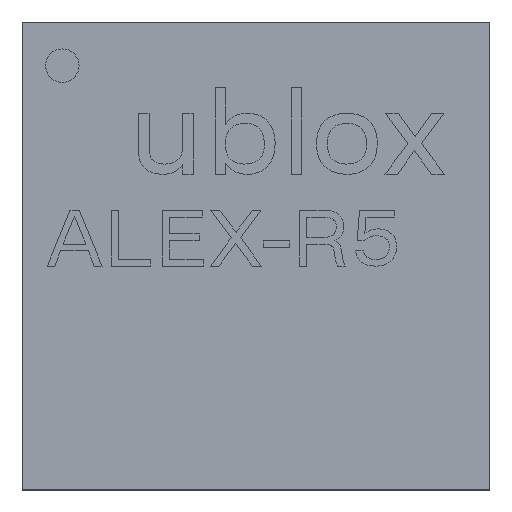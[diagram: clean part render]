
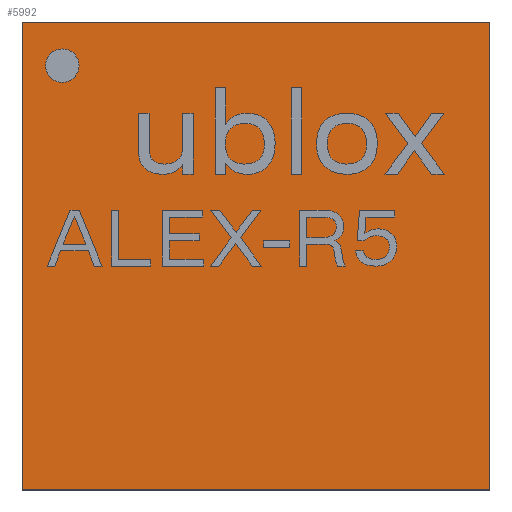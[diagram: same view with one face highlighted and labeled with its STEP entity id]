
A CAD part, top view. The second image highlights one B-rep face of the part: STEP entity #5992.
In plain terms, the highlighted planar face has unit normal (0, 0, 1).
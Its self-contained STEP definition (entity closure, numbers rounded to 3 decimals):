
#5601 = VERTEX_POINT('',#5602);
#5602 = CARTESIAN_POINT('',(-7.,7.,1.4));
#5609 = PLANE('',#5610);
#5610 = AXIS2_PLACEMENT_3D('',#5611,#5612,#5613);
#5611 = CARTESIAN_POINT('',(-7.,7.,0.));
#5612 = DIRECTION('',(0.707,0.707,-0.));
#5613 = DIRECTION('',(0.707,-0.707,0.));
#5621 = PLANE('',#5622);
#5622 = AXIS2_PLACEMENT_3D('',#5623,#5624,#5625);
#5623 = CARTESIAN_POINT('',(-7.,-7.,0.));
#5624 = DIRECTION('',(-1.,0.,0.));
#5625 = DIRECTION('',(0.,1.,0.));
#5633 = EDGE_CURVE('',#5601,#5634,#5636,.T.);
#5634 = VERTEX_POINT('',#5635);
#5635 = CARTESIAN_POINT('',(-7.,7.,1.4));
#5636 = SURFACE_CURVE('',#5637,(#5641,#5648),.PCURVE_S1.);
#5637 = LINE('',#5638,#5639);
#5638 = CARTESIAN_POINT('',(-7.,7.,1.4));
#5639 = VECTOR('',#5640,1.);
#5640 = DIRECTION('',(0.707,-0.707,0.));
#5641 = PCURVE('',#5609,#5642);
#5642 = DEFINITIONAL_REPRESENTATION('',(#5643),#5647);
#5643 = LINE('',#5644,#5645);
#5644 = CARTESIAN_POINT('',(0.,-1.4));
#5645 = VECTOR('',#5646,1.);
#5646 = DIRECTION('',(1.,0.));
#5647 = ( GEOMETRIC_REPRESENTATION_CONTEXT(2) 
PARAMETRIC_REPRESENTATION_CONTEXT() REPRESENTATION_CONTEXT('2D SPACE',''
  ) );
#5648 = PCURVE('',#5649,#5654);
#5649 = PLANE('',#5650);
#5650 = AXIS2_PLACEMENT_3D('',#5651,#5652,#5653);
#5651 = CARTESIAN_POINT('',(-7.,7.,1.4));
#5652 = DIRECTION('',(0.,0.,-1.));
#5653 = DIRECTION('',(-1.,0.,-0.));
#5654 = DEFINITIONAL_REPRESENTATION('',(#5655),#5659);
#5655 = LINE('',#5656,#5657);
#5656 = CARTESIAN_POINT('',(0.,0.));
#5657 = VECTOR('',#5658,1.);
#5658 = DIRECTION('',(-0.707,-0.707));
#5659 = ( GEOMETRIC_REPRESENTATION_CONTEXT(2) 
PARAMETRIC_REPRESENTATION_CONTEXT() REPRESENTATION_CONTEXT('2D SPACE',''
  ) );
#5677 = PLANE('',#5678);
#5678 = AXIS2_PLACEMENT_3D('',#5679,#5680,#5681);
#5679 = CARTESIAN_POINT('',(-7.,7.,0.));
#5680 = DIRECTION('',(0.,1.,0.));
#5681 = DIRECTION('',(1.,0.,0.));
#5719 = EDGE_CURVE('',#5634,#5720,#5722,.T.);
#5720 = VERTEX_POINT('',#5721);
#5721 = CARTESIAN_POINT('',(7.,7.,1.4));
#5722 = SURFACE_CURVE('',#5723,(#5727,#5734),.PCURVE_S1.);
#5723 = LINE('',#5724,#5725);
#5724 = CARTESIAN_POINT('',(-7.,7.,1.4));
#5725 = VECTOR('',#5726,1.);
#5726 = DIRECTION('',(1.,0.,0.));
#5727 = PCURVE('',#5677,#5728);
#5728 = DEFINITIONAL_REPRESENTATION('',(#5729),#5733);
#5729 = LINE('',#5730,#5731);
#5730 = CARTESIAN_POINT('',(0.,-1.4));
#5731 = VECTOR('',#5732,1.);
#5732 = DIRECTION('',(1.,0.));
#5733 = ( GEOMETRIC_REPRESENTATION_CONTEXT(2) 
PARAMETRIC_REPRESENTATION_CONTEXT() REPRESENTATION_CONTEXT('2D SPACE',''
  ) );
#5734 = PCURVE('',#5649,#5735);
#5735 = DEFINITIONAL_REPRESENTATION('',(#5736),#5740);
#5736 = LINE('',#5737,#5738);
#5737 = CARTESIAN_POINT('',(0.,0.));
#5738 = VECTOR('',#5739,1.);
#5739 = DIRECTION('',(-1.,0.));
#5740 = ( GEOMETRIC_REPRESENTATION_CONTEXT(2) 
PARAMETRIC_REPRESENTATION_CONTEXT() REPRESENTATION_CONTEXT('2D SPACE',''
  ) );
#5758 = PLANE('',#5759);
#5759 = AXIS2_PLACEMENT_3D('',#5760,#5761,#5762);
#5760 = CARTESIAN_POINT('',(7.,7.,0.));
#5761 = DIRECTION('',(1.,0.,-0.));
#5762 = DIRECTION('',(0.,-1.,0.));
#5795 = EDGE_CURVE('',#5720,#5796,#5798,.T.);
#5796 = VERTEX_POINT('',#5797);
#5797 = CARTESIAN_POINT('',(7.,-7.,1.4));
#5798 = SURFACE_CURVE('',#5799,(#5803,#5810),.PCURVE_S1.);
#5799 = LINE('',#5800,#5801);
#5800 = CARTESIAN_POINT('',(7.,7.,1.4));
#5801 = VECTOR('',#5802,1.);
#5802 = DIRECTION('',(0.,-1.,0.));
#5803 = PCURVE('',#5758,#5804);
#5804 = DEFINITIONAL_REPRESENTATION('',(#5805),#5809);
#5805 = LINE('',#5806,#5807);
#5806 = CARTESIAN_POINT('',(0.,-1.4));
#5807 = VECTOR('',#5808,1.);
#5808 = DIRECTION('',(1.,0.));
#5809 = ( GEOMETRIC_REPRESENTATION_CONTEXT(2) 
PARAMETRIC_REPRESENTATION_CONTEXT() REPRESENTATION_CONTEXT('2D SPACE',''
  ) );
#5810 = PCURVE('',#5649,#5811);
#5811 = DEFINITIONAL_REPRESENTATION('',(#5812),#5816);
#5812 = LINE('',#5813,#5814);
#5813 = CARTESIAN_POINT('',(-14.,0.));
#5814 = VECTOR('',#5815,1.);
#5815 = DIRECTION('',(-0.,-1.));
#5816 = ( GEOMETRIC_REPRESENTATION_CONTEXT(2) 
PARAMETRIC_REPRESENTATION_CONTEXT() REPRESENTATION_CONTEXT('2D SPACE',''
  ) );
#5834 = PLANE('',#5835);
#5835 = AXIS2_PLACEMENT_3D('',#5836,#5837,#5838);
#5836 = CARTESIAN_POINT('',(7.,-7.,0.));
#5837 = DIRECTION('',(0.,-1.,0.));
#5838 = DIRECTION('',(-1.,0.,0.));
#5871 = EDGE_CURVE('',#5796,#5872,#5874,.T.);
#5872 = VERTEX_POINT('',#5873);
#5873 = CARTESIAN_POINT('',(-7.,-7.,1.4));
#5874 = SURFACE_CURVE('',#5875,(#5879,#5886),.PCURVE_S1.);
#5875 = LINE('',#5876,#5877);
#5876 = CARTESIAN_POINT('',(7.,-7.,1.4));
#5877 = VECTOR('',#5878,1.);
#5878 = DIRECTION('',(-1.,0.,0.));
#5879 = PCURVE('',#5834,#5880);
#5880 = DEFINITIONAL_REPRESENTATION('',(#5881),#5885);
#5881 = LINE('',#5882,#5883);
#5882 = CARTESIAN_POINT('',(0.,-1.4));
#5883 = VECTOR('',#5884,1.);
#5884 = DIRECTION('',(1.,0.));
#5885 = ( GEOMETRIC_REPRESENTATION_CONTEXT(2) 
PARAMETRIC_REPRESENTATION_CONTEXT() REPRESENTATION_CONTEXT('2D SPACE',''
  ) );
#5886 = PCURVE('',#5649,#5887);
#5887 = DEFINITIONAL_REPRESENTATION('',(#5888),#5892);
#5888 = LINE('',#5889,#5890);
#5889 = CARTESIAN_POINT('',(-14.,-14.));
#5890 = VECTOR('',#5891,1.);
#5891 = DIRECTION('',(1.,0.));
#5892 = ( GEOMETRIC_REPRESENTATION_CONTEXT(2) 
PARAMETRIC_REPRESENTATION_CONTEXT() REPRESENTATION_CONTEXT('2D SPACE',''
  ) );
#5942 = EDGE_CURVE('',#5872,#5601,#5943,.T.);
#5943 = SURFACE_CURVE('',#5944,(#5948,#5955),.PCURVE_S1.);
#5944 = LINE('',#5945,#5946);
#5945 = CARTESIAN_POINT('',(-7.,-7.,1.4));
#5946 = VECTOR('',#5947,1.);
#5947 = DIRECTION('',(0.,1.,0.));
#5948 = PCURVE('',#5621,#5949);
#5949 = DEFINITIONAL_REPRESENTATION('',(#5950),#5954);
#5950 = LINE('',#5951,#5952);
#5951 = CARTESIAN_POINT('',(0.,-1.4));
#5952 = VECTOR('',#5953,1.);
#5953 = DIRECTION('',(1.,0.));
#5954 = ( GEOMETRIC_REPRESENTATION_CONTEXT(2) 
PARAMETRIC_REPRESENTATION_CONTEXT() REPRESENTATION_CONTEXT('2D SPACE',''
  ) );
#5955 = PCURVE('',#5649,#5956);
#5956 = DEFINITIONAL_REPRESENTATION('',(#5957),#5961);
#5957 = LINE('',#5958,#5959);
#5958 = CARTESIAN_POINT('',(-0.,-14.));
#5959 = VECTOR('',#5960,1.);
#5960 = DIRECTION('',(0.,1.));
#5961 = ( GEOMETRIC_REPRESENTATION_CONTEXT(2) 
PARAMETRIC_REPRESENTATION_CONTEXT() REPRESENTATION_CONTEXT('2D SPACE',''
  ) );
#5992 = ADVANCED_FACE('',(#5993),#5649,.F.);
#5993 = FACE_BOUND('',#5994,.F.);
#5994 = EDGE_LOOP('',(#5995,#5996,#5997,#5998,#5999));
#5995 = ORIENTED_EDGE('',*,*,#5633,.T.);
#5996 = ORIENTED_EDGE('',*,*,#5719,.T.);
#5997 = ORIENTED_EDGE('',*,*,#5795,.T.);
#5998 = ORIENTED_EDGE('',*,*,#5871,.T.);
#5999 = ORIENTED_EDGE('',*,*,#5942,.T.);
